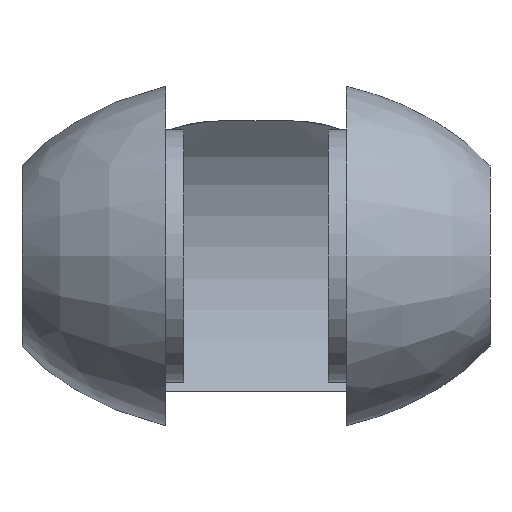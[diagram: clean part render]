
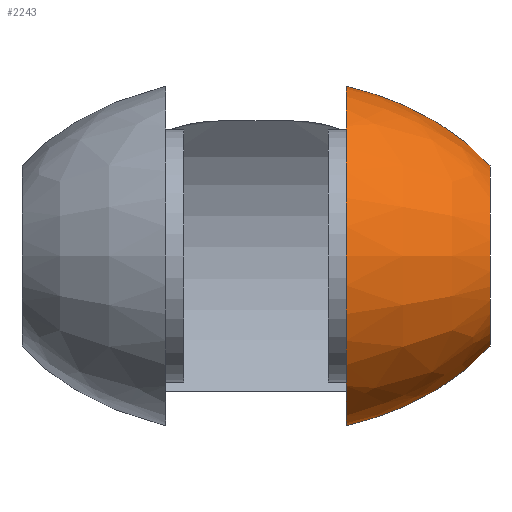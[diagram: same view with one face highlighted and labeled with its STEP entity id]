
A CAD part, front view. The second image highlights one B-rep face of the part: STEP entity #2243.
In plain terms, the highlighted free-form (B-spline) face has degree [3, 3] with [4, 4] control points.
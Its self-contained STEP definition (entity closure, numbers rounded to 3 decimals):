
#51 = CARTESIAN_POINT ( 'NONE',  ( 11.184, -14.171, 7.086 ) ) ;
#118 = EDGE_LOOP ( 'NONE', ( #3471, #3487, #626, #509 ) ) ;
#211 = CARTESIAN_POINT ( 'NONE',  ( 5., 0., 9.428 ) ) ;
#249 = AXIS2_PLACEMENT_3D ( 'NONE', #778, #1296, #1008 ) ;
#429 =( BOUNDED_SURFACE ( )  B_SPLINE_SURFACE ( 3, 3, ( 
 ( #3528, #3317, #1671, #2768 ),
 ( #1402, #2504, #51, #1626 ),
 ( #1689, #862, #1081, #1967 ),
 ( #3047, #2789, #1065, #2979 ) ),
 .UNSPECIFIED., .F., .F., .F. ) 
 B_SPLINE_SURFACE_WITH_KNOTS ( ( 4, 4 ),
 ( 4, 4 ),
 ( 0., 1. ),
 ( 0., 1. ),
 .UNSPECIFIED. ) 
 GEOMETRIC_REPRESENTATION_ITEM ( )  RATIONAL_B_SPLINE_SURFACE ( (
 ( 1., 0.333, 0.333, 1.),
 ( 0.959, 0.32, 0.32, 0.959),
 ( 0.959, 0.32, 0.32, 0.959),
 ( 1., 0.333, 0.333, 1.) ) ) 
 REPRESENTATION_ITEM ( '' )  SURFACE ( )  );
#509 = ORIENTED_EDGE ( 'NONE', *, *, #1962, .F. ) ;
#626 = ORIENTED_EDGE ( 'NONE', *, *, #850, .T. ) ;
#649 = CARTESIAN_POINT ( 'NONE',  ( 12.99, 0., -5. ) ) ;
#696 = CIRCLE ( 'NONE', #249, 5. ) ;
#778 = CARTESIAN_POINT ( 'NONE',  ( 12.99, 0., 0. ) ) ;
#850 = EDGE_CURVE ( 'NONE', #1576, #2500, #2216, .T. ) ;
#862 = CARTESIAN_POINT ( 'NONE',  ( 8.406, -17.251, -8.625 ) ) ;
#1008 = DIRECTION ( 'NONE',  ( 0., 0., 1. ) ) ;
#1065 = CARTESIAN_POINT ( 'NONE',  ( 5., -18.856, 9.428 ) ) ;
#1081 = CARTESIAN_POINT ( 'NONE',  ( 8.406, -17.251, 8.625 ) ) ;
#1158 = VERTEX_POINT ( 'NONE', #3270 ) ;
#1203 = CARTESIAN_POINT ( 'NONE',  ( 11.184, 0., -7.086 ) ) ;
#1296 = DIRECTION ( 'NONE',  ( -1., 0., 0. ) ) ;
#1402 = CARTESIAN_POINT ( 'NONE',  ( 11.184, 0., -7.086 ) ) ;
#1490 = CARTESIAN_POINT ( 'NONE',  ( 5., 0., 9.428 ) ) ;
#1576 = VERTEX_POINT ( 'NONE', #211 ) ;
#1626 = CARTESIAN_POINT ( 'NONE',  ( 11.184, 0., 7.086 ) ) ;
#1671 = CARTESIAN_POINT ( 'NONE',  ( 12.99, -10., 5. ) ) ;
#1687 = EDGE_CURVE ( 'NONE', #2761, #1158, #696, .T. ) ;
#1689 = CARTESIAN_POINT ( 'NONE',  ( 8.406, 0., -8.625 ) ) ;
#1723 = CARTESIAN_POINT ( 'NONE',  ( 8.406, 0., 8.625 ) ) ;
#1859 = CARTESIAN_POINT ( 'NONE',  ( 5., 0., -9.428 ) ) ;
#1946 = DIRECTION ( 'NONE',  ( 0., 0., 1. ) ) ;
#1962 = EDGE_CURVE ( 'NONE', #2761, #2500, #2380, .T. ) ;
#1967 = CARTESIAN_POINT ( 'NONE',  ( 8.406, 0., 8.625 ) ) ;
#2043 = CARTESIAN_POINT ( 'NONE',  ( 8.406, 0., -8.625 ) ) ;
#2212 = CARTESIAN_POINT ( 'NONE',  ( 12.99, 0., -5. ) ) ;
#2216 = CIRCLE ( 'NONE', #3350, 9.428 ) ;
#2243 = ADVANCED_FACE ( 'NONE', ( #2455 ), #429, .F. ) ;
#2304 = CARTESIAN_POINT ( 'NONE',  ( 12.99, 0., 5. ) ) ;
#2380 =( BOUNDED_CURVE ( )  B_SPLINE_CURVE ( 3, ( #649, #1203, #2043, #3121 ),
 .UNSPECIFIED., .F., .T. ) 
 B_SPLINE_CURVE_WITH_KNOTS ( ( 4, 4 ),
 ( 0.524, 1.231 ),
 .UNSPECIFIED. ) 
 CURVE ( )  GEOMETRIC_REPRESENTATION_ITEM ( )  RATIONAL_B_SPLINE_CURVE ( ( 1., 0.959, 0.959, 1. ) ) 
 REPRESENTATION_ITEM ( '' )  );
#2384 = CARTESIAN_POINT ( 'NONE',  ( 5., 0., 0. ) ) ;
#2455 = FACE_OUTER_BOUND ( 'NONE', #118, .T. ) ;
#2500 = VERTEX_POINT ( 'NONE', #1859 ) ;
#2504 = CARTESIAN_POINT ( 'NONE',  ( 11.184, -14.171, -7.086 ) ) ;
#2749 = DIRECTION ( 'NONE',  ( 1., 0., 0. ) ) ;
#2761 = VERTEX_POINT ( 'NONE', #2212 ) ;
#2768 = CARTESIAN_POINT ( 'NONE',  ( 12.99, 0., 5. ) ) ;
#2785 = EDGE_CURVE ( 'NONE', #1158, #1576, #2893, .T. ) ;
#2789 = CARTESIAN_POINT ( 'NONE',  ( 5., -18.856, -9.428 ) ) ;
#2893 =( BOUNDED_CURVE ( )  B_SPLINE_CURVE ( 3, ( #2304, #3349, #1723, #1490 ),
 .UNSPECIFIED., .F., .T. ) 
 B_SPLINE_CURVE_WITH_KNOTS ( ( 4, 4 ),
 ( 0.524, 1.231 ),
 .UNSPECIFIED. ) 
 CURVE ( )  GEOMETRIC_REPRESENTATION_ITEM ( )  RATIONAL_B_SPLINE_CURVE ( ( 1., 0.959, 0.959, 1. ) ) 
 REPRESENTATION_ITEM ( '' )  );
#2979 = CARTESIAN_POINT ( 'NONE',  ( 5., 0., 9.428 ) ) ;
#3047 = CARTESIAN_POINT ( 'NONE',  ( 5., 0., -9.428 ) ) ;
#3121 = CARTESIAN_POINT ( 'NONE',  ( 5., 0., -9.428 ) ) ;
#3270 = CARTESIAN_POINT ( 'NONE',  ( 12.99, 0., 5. ) ) ;
#3317 = CARTESIAN_POINT ( 'NONE',  ( 12.99, -10., -5. ) ) ;
#3349 = CARTESIAN_POINT ( 'NONE',  ( 11.184, 0., 7.086 ) ) ;
#3350 = AXIS2_PLACEMENT_3D ( 'NONE', #2384, #2749, #1946 ) ;
#3471 = ORIENTED_EDGE ( 'NONE', *, *, #1687, .T. ) ;
#3487 = ORIENTED_EDGE ( 'NONE', *, *, #2785, .T. ) ;
#3528 = CARTESIAN_POINT ( 'NONE',  ( 12.99, 0., -5. ) ) ;
